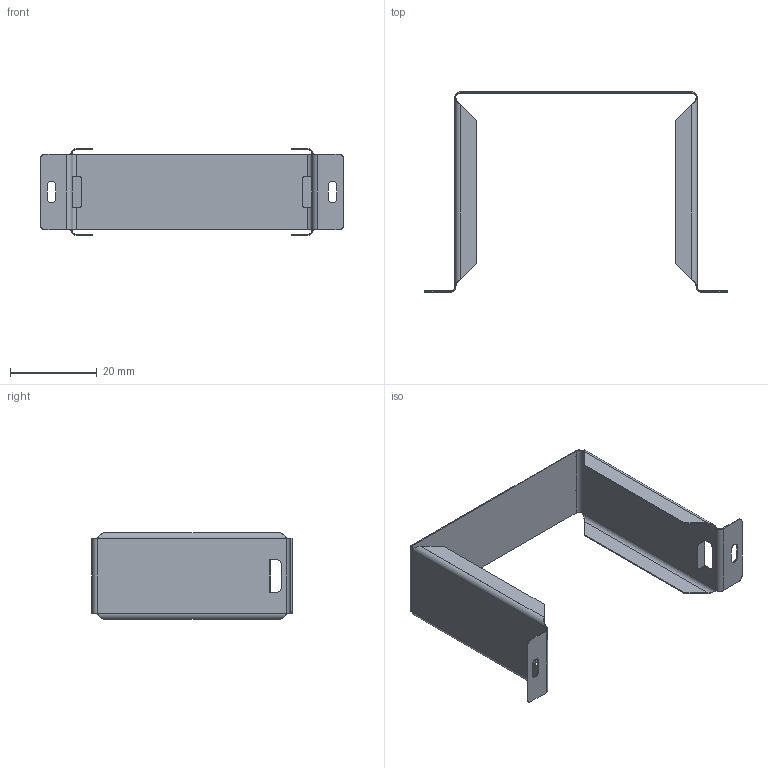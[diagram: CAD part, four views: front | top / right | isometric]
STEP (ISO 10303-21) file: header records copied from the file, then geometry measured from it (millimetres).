
FILE_DESCRIPTION(('produced by SPATIAL CORP'),'2;1');
FILE_NAME( 'power_trans_hsg_.prt.hh.sat.stp','2002-04-19T14:08:13+00:00',('SPATIAL CORP'),('SPATIAL CORP' ),'ACIS STEP Husk','http://www.spatial.com','SPATIAL CORP');
FILE_SCHEMA(('CONFIG_CONTROL_DESIGN'));
Length unit declared in the file: millimetre
Products named in the file (1): PRODUCT_ID_1
Bounding box: 70 x 46.25 x 20 mm (x, y, z)
Volume: 906.2 mm3; surface area: 7360.7 mm2
Topology: 1 solids, 1 shells, 118 faces, 284 edges, 168 vertices
Faces by surface type: plane 74, cylinder 36, bspline 8
Entity records: 3537 total; most frequent: CARTESIAN_POINT 754, ORIENTED_EDGE 568, DIRECTION 544, EDGE_CURVE 284, VECTOR 212, LINE 212, VERTEX_POINT 168, AXIS2_PLACEMENT_3D 166
